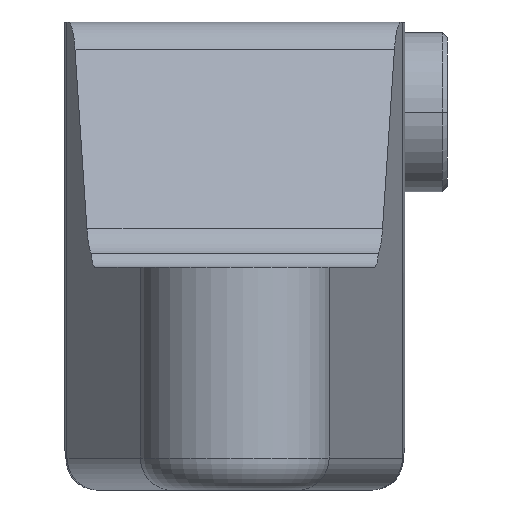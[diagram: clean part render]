
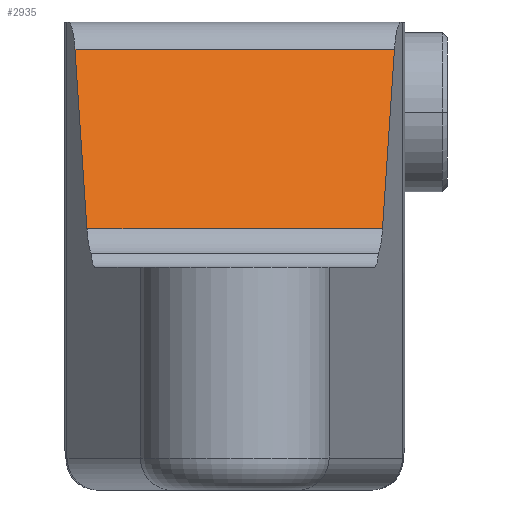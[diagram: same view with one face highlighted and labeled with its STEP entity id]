
A CAD part, front view. The second image highlights one B-rep face of the part: STEP entity #2935.
In plain terms, the highlighted planar face has unit normal (0, -0.932, 0.361).
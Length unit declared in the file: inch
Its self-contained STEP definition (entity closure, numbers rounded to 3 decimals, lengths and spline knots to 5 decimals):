
#293=DIRECTION('',(0.062,0.36,0.931));
#294=VECTOR('',#293,1.13409);
#295=CARTESIAN_POINT('',(0.86847,-1.26687,1.53473));
#296=LINE('',#295,#294);
#336=DIRECTION('',(-0.062,0.36,0.931));
#337=VECTOR('',#336,1.13409);
#338=CARTESIAN_POINT('',(-0.86847,-1.26687,
1.53473));
#339=LINE('',#338,#337);
#1445=DIRECTION('',(-1.,0.,0.));
#1446=VECTOR('',#1445,1.87715);
#1447=CARTESIAN_POINT('',(0.93858,-0.85813,
2.59027));
#1448=LINE('',#1447,#1446);
#1452=DIRECTION('',(-1.,0.,0.));
#1453=VECTOR('',#1452,1.73695);
#1454=CARTESIAN_POINT('',(0.86847,-1.26687,
1.53473));
#1455=LINE('',#1454,#1453);
#1522=CARTESIAN_POINT('',(-0.86847,-1.26687,
1.53473));
#1523=CARTESIAN_POINT('',(-0.93858,-0.85813,
2.59027));
#1524=VERTEX_POINT('',#1522);
#1525=VERTEX_POINT('',#1523);
#1527=CARTESIAN_POINT('',(0.86847,-1.26687,
1.53473));
#1528=CARTESIAN_POINT('',(0.93858,-0.85813,
2.59027));
#1529=VERTEX_POINT('',#1527);
#1530=VERTEX_POINT('',#1528);
#2923=CARTESIAN_POINT('',(1.2,-1.26687,1.53473));
#2924=DIRECTION('',(0.,0.933,-0.361));
#2925=DIRECTION('',(0.,0.361,0.933));
#2926=AXIS2_PLACEMENT_3D('',#2923,#2924,#2925);
#2927=PLANE('',#2926);
#2928=ORIENTED_EDGE('',*,*,#1896,.T.);
#2929=ORIENTED_EDGE('',*,*,#2916,.F.);
#2930=ORIENTED_EDGE('',*,*,#1853,.F.);
#2932=ORIENTED_EDGE('',*,*,#2931,.T.);
#2933=EDGE_LOOP('',(#2928,#2929,#2930,#2932));
#2934=FACE_OUTER_BOUND('',#2933,.F.);
#2935=ADVANCED_FACE('',(#2934),#2927,.F.);
#1853=EDGE_CURVE('',#1529,#1530,#296,.T.);
#1896=EDGE_CURVE('',#1524,#1525,#339,.T.);
#2916=EDGE_CURVE('',#1530,#1525,#1448,.T.);
#2931=EDGE_CURVE('',#1529,#1524,#1455,.T.);
